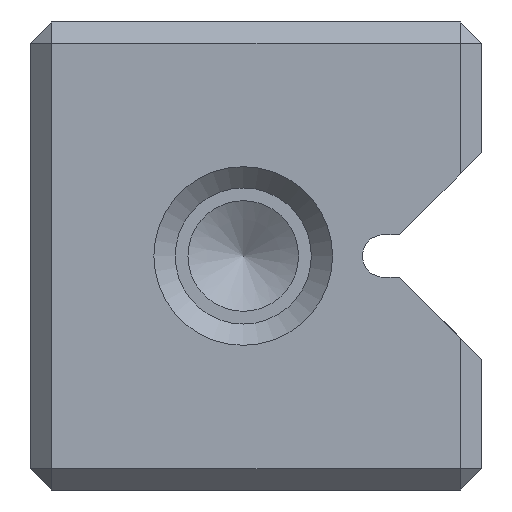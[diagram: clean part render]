
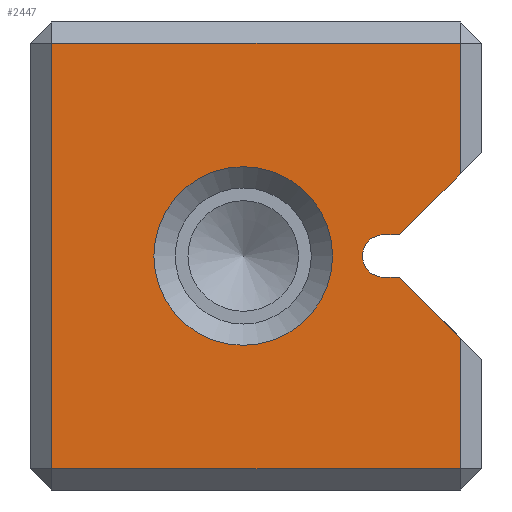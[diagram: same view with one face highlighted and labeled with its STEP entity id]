
A CAD part, left-side view. The second image highlights one B-rep face of the part: STEP entity #2447.
In plain terms, the highlighted planar face has unit normal (-1, 0, 0).
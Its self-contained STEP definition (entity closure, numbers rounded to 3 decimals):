
#2447=ADVANCED_FACE('',(#3300,#3301),#2805,.T.);
#2805=PLANE('',#8391);
#3050=CIRCLE('',#8389,2.1);
#3051=CIRCLE('',#8390,0.5);
#3300=FACE_BOUND('',#3428,.T.);
#3301=FACE_BOUND('',#3429,.T.);
#3428=EDGE_LOOP('',(#4077));
#3429=EDGE_LOOP('',(#4078,#4079,#4080,#4081,#4082,#4083,#4084,#4085,#4086,
#4087));
#4077=ORIENTED_EDGE('',*,*,#6431,.T.);
#4078=ORIENTED_EDGE('',*,*,#6432,.T.);
#4079=ORIENTED_EDGE('',*,*,#6433,.T.);
#4080=ORIENTED_EDGE('',*,*,#6434,.F.);
#4081=ORIENTED_EDGE('',*,*,#6435,.T.);
#4082=ORIENTED_EDGE('',*,*,#6436,.T.);
#4083=ORIENTED_EDGE('',*,*,#6437,.F.);
#4084=ORIENTED_EDGE('',*,*,#6438,.F.);
#4085=ORIENTED_EDGE('',*,*,#6439,.T.);
#4086=ORIENTED_EDGE('',*,*,#6440,.T.);
#4087=ORIENTED_EDGE('',*,*,#6441,.T.);
#5837=VERTEX_POINT('',#10713);
#5838=VERTEX_POINT('',#10715);
#5839=VERTEX_POINT('',#10716);
#5840=VERTEX_POINT('',#10718);
#5841=VERTEX_POINT('',#10720);
#5842=VERTEX_POINT('',#10722);
#5843=VERTEX_POINT('',#10724);
#5844=VERTEX_POINT('',#10726);
#5845=VERTEX_POINT('',#10728);
#5846=VERTEX_POINT('',#10730);
#5847=VERTEX_POINT('',#10732);
#6431=EDGE_CURVE('',#5837,#5837,#3050,.T.);
#6432=EDGE_CURVE('',#5838,#5839,#7225,.T.);
#6433=EDGE_CURVE('',#5839,#5840,#7226,.T.);
#6434=EDGE_CURVE('',#5841,#5840,#7227,.T.);
#6435=EDGE_CURVE('',#5841,#5842,#7228,.T.);
#6436=EDGE_CURVE('',#5842,#5843,#3051,.T.);
#6437=EDGE_CURVE('',#5844,#5843,#7229,.T.);
#6438=EDGE_CURVE('',#5845,#5844,#7230,.T.);
#6439=EDGE_CURVE('',#5845,#5846,#7231,.T.);
#6440=EDGE_CURVE('',#5846,#5847,#7232,.T.);
#6441=EDGE_CURVE('',#5847,#5838,#7233,.T.);
#7225=LINE('',#10714,#7883);
#7226=LINE('',#10717,#7884);
#7227=LINE('',#10719,#7885);
#7228=LINE('',#10721,#7886);
#7229=LINE('',#10725,#7887);
#7230=LINE('',#10727,#7888);
#7231=LINE('',#10729,#7889);
#7232=LINE('',#10731,#7890);
#7233=LINE('',#10733,#7891);
#7883=VECTOR('',#8884,1.);
#7884=VECTOR('',#8885,1.);
#7885=VECTOR('',#8886,1.);
#7886=VECTOR('',#8887,1.);
#7887=VECTOR('',#8890,1.);
#7888=VECTOR('',#8891,1.);
#7889=VECTOR('',#8892,1.);
#7890=VECTOR('',#8893,1.);
#7891=VECTOR('',#8894,1.);
#8389=AXIS2_PLACEMENT_3D('',#10712,#8882,#8883);
#8390=AXIS2_PLACEMENT_3D('',#10723,#8888,#8889);
#8391=AXIS2_PLACEMENT_3D('',#10734,#8895,#8896);
#8882=DIRECTION('',(1.,0.,0.));
#8883=DIRECTION('',(0.,0.,1.));
#8884=DIRECTION('',(0.,-1.,0.));
#8885=DIRECTION('',(0.,0.,1.));
#8886=DIRECTION('',(0.,-0.707,-0.707));
#8887=DIRECTION('',(0.,1.,0.));
#8888=DIRECTION('',(1.,0.,0.));
#8889=DIRECTION('',(0.,0.,1.));
#8890=DIRECTION('',(0.,1.,0.));
#8891=DIRECTION('',(0.,0.707,-0.707));
#8892=DIRECTION('',(0.,0.,1.));
#8893=DIRECTION('',(0.,1.,0.));
#8894=DIRECTION('',(0.,0.,-1.));
#8895=DIRECTION('',(-1.,0.,0.));
#8896=DIRECTION('',(0.,0.,-1.));
#10712=CARTESIAN_POINT('',(0.,5.6,5.5));
#10713=CARTESIAN_POINT('',(0.,5.6,7.6));
#10714=CARTESIAN_POINT('',(0.,5.3,0.5));
#10715=CARTESIAN_POINT('',(0.,10.1,0.5));
#10716=CARTESIAN_POINT('',(0.,0.5,0.5));
#10717=CARTESIAN_POINT('',(0.,0.5,0.));
#10718=CARTESIAN_POINT('',(0.,0.5,3.572));
#10719=CARTESIAN_POINT('',(0.,1.114,4.186));
#10720=CARTESIAN_POINT('',(0.,1.928,5.));
#10721=CARTESIAN_POINT('',(0.,2.8,5.));
#10722=CARTESIAN_POINT('',(0.,2.3,5.));
#10723=CARTESIAN_POINT('',(0.,2.3,5.5));
#10724=CARTESIAN_POINT('',(0.,2.3,6.));
#10725=CARTESIAN_POINT('',(0.,2.8,6.));
#10726=CARTESIAN_POINT('',(0.,1.928,6.));
#10727=CARTESIAN_POINT('',(0.,6.614,1.314));
#10728=CARTESIAN_POINT('',(0.,0.5,7.428));
#10729=CARTESIAN_POINT('',(0.,0.5,0.));
#10730=CARTESIAN_POINT('',(0.,0.5,10.5));
#10731=CARTESIAN_POINT('',(0.,5.3,10.5));
#10732=CARTESIAN_POINT('',(0.,10.1,10.5));
#10733=CARTESIAN_POINT('',(0.,10.1,0.));
#10734=CARTESIAN_POINT('',(0.,5.3,0.));
